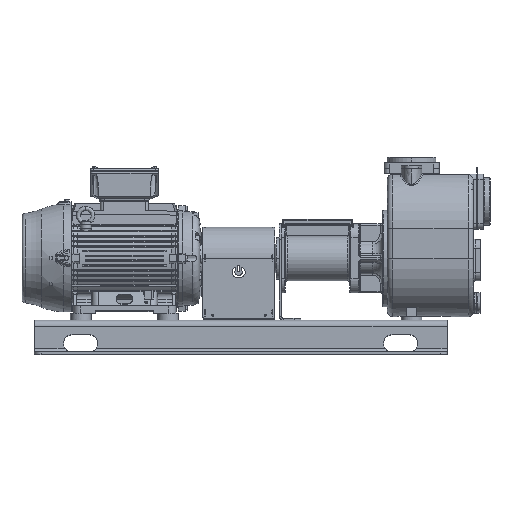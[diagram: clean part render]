
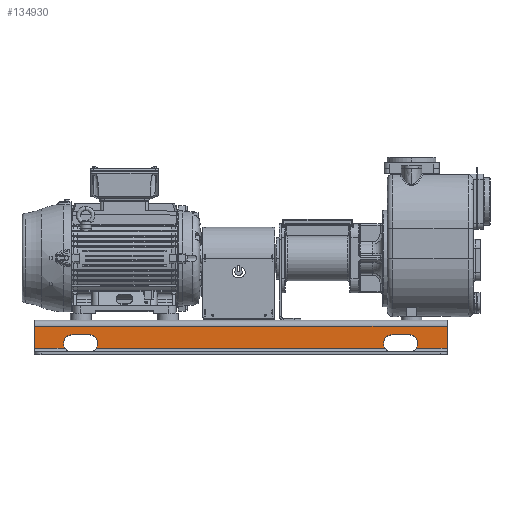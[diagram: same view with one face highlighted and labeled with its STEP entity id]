
A CAD part, top view. The second image highlights one B-rep face of the part: STEP entity #134930.
In plain terms, the highlighted planar face has unit normal (0, 0, 1).
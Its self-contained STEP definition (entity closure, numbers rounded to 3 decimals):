
#13410=DIRECTION('',(-1.,0.,0.));
#13411=VECTOR('',#13410,1200.);
#13412=CARTESIAN_POINT('',(103.5,-18.,185.));
#13413=LINE('',#13412,#13411);
#59156=DIRECTION('',(-1.,0.,0.));
#59157=VECTOR('',#59156,50.);
#59158=CARTESIAN_POINT('',(-6.5,-42.,185.));
#59159=LINE('',#59158,#59157);
#59160=CARTESIAN_POINT('',(-56.5,-67.,185.));
#59161=DIRECTION('',(0.,0.,-1.));
#59162=DIRECTION('',(-0.8,-0.6,0.));
#59163=AXIS2_PLACEMENT_3D('',#59160,#59161,#59162);
#59165=DIRECTION('',(-1.,0.,0.));
#59166=VECTOR('',#59165,840.);
#59167=CARTESIAN_POINT('',(-76.5,-82.,185.));
#59168=LINE('',#59167,#59166);
#59169=CARTESIAN_POINT('',(-936.5,-67.,185.));
#59170=DIRECTION('',(0.,0.,-1.));
#59171=DIRECTION('',(0.,1.,0.));
#59172=AXIS2_PLACEMENT_3D('',#59169,#59170,#59171);
#59174=DIRECTION('',(-1.,0.,0.));
#59175=VECTOR('',#59174,50.);
#59176=CARTESIAN_POINT('',(-936.5,-42.,185.));
#59177=LINE('',#59176,#59175);
#59178=CARTESIAN_POINT('',(-986.5,-67.,185.));
#59179=DIRECTION('',(0.,0.,-1.));
#59180=DIRECTION('',(-0.8,-0.6,0.));
#59181=AXIS2_PLACEMENT_3D('',#59178,#59179,#59180);
#59183=DIRECTION('',(-1.,0.,0.));
#59184=VECTOR('',#59183,90.);
#59185=CARTESIAN_POINT('',(-1006.5,-82.,185.));
#59186=LINE('',#59185,#59184);
#59187=DIRECTION('',(-1.,0.,0.));
#59188=VECTOR('',#59187,90.);
#59189=CARTESIAN_POINT('',(103.5,-82.,185.));
#59190=LINE('',#59189,#59188);
#59191=CARTESIAN_POINT('',(-6.5,-67.,185.));
#59192=DIRECTION('',(0.,0.,-1.));
#59193=DIRECTION('',(0.,1.,0.));
#59194=AXIS2_PLACEMENT_3D('',#59191,#59192,#59193);
#59250=CARTESIAN_POINT('',(-76.5,-82.,185.));
#59256=CARTESIAN_POINT('',(-916.5,-82.,185.));
#59398=CARTESIAN_POINT('',(13.5,-82.,185.));
#59631=DIRECTION('',(0.,1.,0.));
#59632=VECTOR('',#59631,64.);
#59633=CARTESIAN_POINT('',(103.5,-82.,185.));
#59634=LINE('',#59633,#59632);
#59739=CARTESIAN_POINT('',(-1006.5,-82.,185.));
#59960=DIRECTION('',(0.,1.,0.));
#59961=VECTOR('',#59960,64.);
#59962=CARTESIAN_POINT('',(-1096.5,-82.,185.));
#59963=LINE('',#59962,#59961);
#70051=CARTESIAN_POINT('',(103.5,-82.,185.));
#70053=VERTEX_POINT('',#70051);
#70054=CARTESIAN_POINT('',(103.5,-18.,185.));
#70055=VERTEX_POINT('',#70054);
#70067=CARTESIAN_POINT('',(-1096.5,-82.,185.));
#70069=VERTEX_POINT('',#70067);
#70070=CARTESIAN_POINT('',(-1096.5,-18.,185.));
#70071=VERTEX_POINT('',#70070);
#70191=VERTEX_POINT('',#59250);
#70194=VERTEX_POINT('',#59398);
#70196=VERTEX_POINT('',#59739);
#70199=VERTEX_POINT('',#59256);
#70200=CARTESIAN_POINT('',(-6.5,-42.,185.));
#70201=CARTESIAN_POINT('',(-56.5,-42.,185.));
#70202=VERTEX_POINT('',#70200);
#70203=VERTEX_POINT('',#70201);
#70204=CARTESIAN_POINT('',(-986.5,-42.,185.));
#70205=VERTEX_POINT('',#70204);
#70206=CARTESIAN_POINT('',(-936.5,-42.,185.));
#70207=VERTEX_POINT('',#70206);
#134901=CARTESIAN_POINT('',(103.5,-82.,185.));
#134902=DIRECTION('',(0.,0.,1.));
#134903=DIRECTION('',(0.,1.,0.));
#134904=AXIS2_PLACEMENT_3D('',#134901,#134902,#134903);
#134905=PLANE('',#134904);
#134906=ORIENTED_EDGE('',*,*,#134891,.T.);
#134908=ORIENTED_EDGE('',*,*,#134907,.F.);
#134910=ORIENTED_EDGE('',*,*,#134909,.T.);
#134912=ORIENTED_EDGE('',*,*,#134911,.F.);
#134914=ORIENTED_EDGE('',*,*,#134913,.T.);
#134916=ORIENTED_EDGE('',*,*,#134915,.F.);
#134918=ORIENTED_EDGE('',*,*,#134917,.T.);
#134920=ORIENTED_EDGE('',*,*,#134919,.T.);
#134921=ORIENTED_EDGE('',*,*,#86734,.F.);
#134923=ORIENTED_EDGE('',*,*,#134922,.F.);
#134925=ORIENTED_EDGE('',*,*,#134924,.T.);
#134927=ORIENTED_EDGE('',*,*,#134926,.F.);
#134928=EDGE_LOOP('',(#134906,#134908,#134910,#134912,#134914,#134916,#134918,
#134920,#134921,#134923,#134925,#134927));
#134929=FACE_OUTER_BOUND('',#134928,.F.);
#134930=ADVANCED_FACE('',(#134929),#134905,.T.);
#59164=CIRCLE('',#59163,25.);
#59173=CIRCLE('',#59172,25.);
#59182=CIRCLE('',#59181,25.);
#59195=CIRCLE('',#59194,25.);
#86734=EDGE_CURVE('',#70055,#70071,#13413,.T.);
#134891=EDGE_CURVE('',#70202,#70203,#59159,.T.);
#134907=EDGE_CURVE('',#70191,#70203,#59164,.T.);
#134909=EDGE_CURVE('',#70191,#70199,#59168,.T.);
#134911=EDGE_CURVE('',#70207,#70199,#59173,.T.);
#134913=EDGE_CURVE('',#70207,#70205,#59177,.T.);
#134915=EDGE_CURVE('',#70196,#70205,#59182,.T.);
#134917=EDGE_CURVE('',#70196,#70069,#59186,.T.);
#134919=EDGE_CURVE('',#70069,#70071,#59963,.T.);
#134922=EDGE_CURVE('',#70053,#70055,#59634,.T.);
#134924=EDGE_CURVE('',#70053,#70194,#59190,.T.);
#134926=EDGE_CURVE('',#70202,#70194,#59195,.T.);
